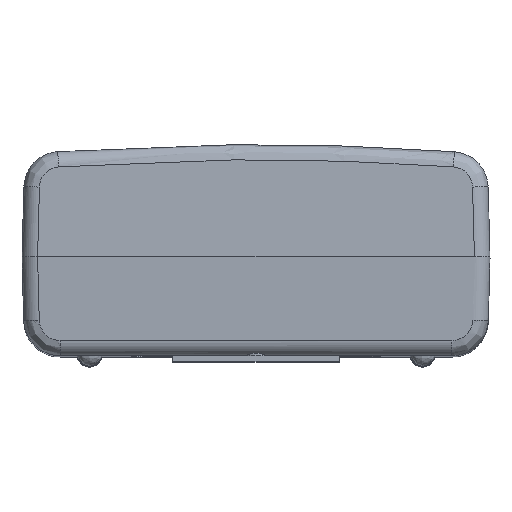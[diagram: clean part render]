
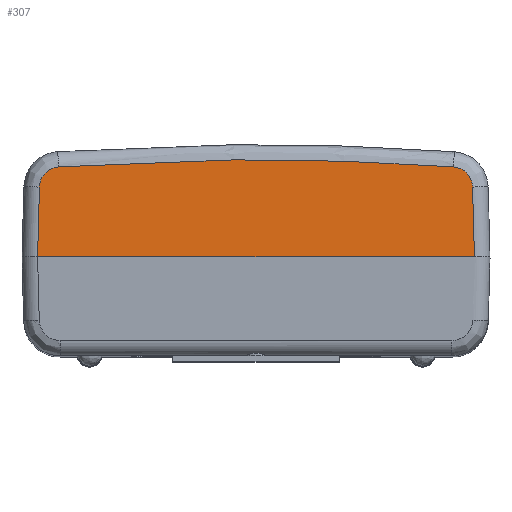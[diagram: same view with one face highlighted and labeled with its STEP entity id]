
A CAD part, top view. The second image highlights one B-rep face of the part: STEP entity #307.
In plain terms, the highlighted planar face has unit normal (0, 0.026, 1).
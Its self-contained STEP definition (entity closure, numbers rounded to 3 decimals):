
#79 = FACE_OUTER_BOUND ( 'NONE', #2359, .T. ) ;
#112 = CARTESIAN_POINT ( 'NONE',  ( -45., 19., 75. ) ) ;
#195 = DIRECTION ( 'NONE',  ( 0., -1., 0.026 ) ) ;
#241 = CARTESIAN_POINT ( 'NONE',  ( -41.649, 32.436, 74.648 ) ) ;
#307 = ADVANCED_FACE ( 'NONE', ( #79 ), #2778, .T. ) ;
#325 = LINE ( 'NONE', #1438, #3664 ) ;
#437 = DIRECTION ( 'NONE',  ( -0.026, -0.999, 0.026 ) ) ;
#441 = EDGE_CURVE ( 'NONE', #4000, #1956, #1729, .T. ) ;
#465 = CARTESIAN_POINT ( 'NONE',  ( -41.178, 34.227, 74.601 ) ) ;
#528 = EDGE_CURVE ( 'NONE', #2923, #2365, #2398, .T. ) ;
#533 = CARTESIAN_POINT ( 'NONE',  ( 39.799, 35.741, 74.562 ) ) ;
#724 = CARTESIAN_POINT ( 'NONE',  ( 37.937, 36.321, 74.546 ) ) ;
#760 = DIRECTION ( 'NONE',  ( 0., 0.026, 1. ) ) ;
#882 = CARTESIAN_POINT ( 'NONE',  ( 40.882, 34.739, 74.588 ) ) ;
#892 = CARTESIAN_POINT ( 'NONE',  ( -38.921, 36.128, 74.551 ) ) ;
#927 = VERTEX_POINT ( 'NONE', #1522 ) ;
#1025 = DIRECTION ( 'NONE',  ( -0.026, 0.999, -0.026 ) ) ;
#1059 = CARTESIAN_POINT ( 'NONE',  ( 12.667, 38.132, 74.499 ) ) ;
#1179 = VERTEX_POINT ( 'NONE', #2028 ) ;
#1205 = CARTESIAN_POINT ( 'NONE',  ( 41.532, 33.415, 74.623 ) ) ;
#1218 = CARTESIAN_POINT ( 'NONE',  ( -39.198, 36.02, 74.554 ) ) ;
#1236 = CARTESIAN_POINT ( 'NONE',  ( -41.275, 34.027, 74.607 ) ) ;
#1264 = ORIENTED_EDGE ( 'NONE', *, *, #2685, .T. ) ;
#1438 = CARTESIAN_POINT ( 'NONE',  ( -41.649, 32.436, 74.648 ) ) ;
#1495 = ORIENTED_EDGE ( 'NONE', *, *, #2835, .T. ) ;
#1522 = CARTESIAN_POINT ( 'NONE',  ( -41.649, 32.436, 74.648 ) ) ;
#1539 = VECTOR ( 'NONE', #2438, 1000. ) ;
#1551 = CARTESIAN_POINT ( 'NONE',  ( 41.649, 32.436, 74.648 ) ) ;
#1570 = CARTESIAN_POINT ( 'NONE',  ( -39.278, 35.986, 74.555 ) ) ;
#1582 = CARTESIAN_POINT ( 'NONE',  ( -41.339, 33.88, 74.61 ) ) ;
#1702 = CARTESIAN_POINT ( 'NONE',  ( 37.937, 36.321, 74.546 ) ) ;
#1719 = CARTESIAN_POINT ( 'NONE',  ( -12.667, 38.132, 74.499 ) ) ;
#1729 =( BOUNDED_CURVE ( )  B_SPLINE_CURVE ( 3, ( #2130, #1719, #1059, #724 ),
 .UNSPECIFIED., .F., .F. ) 
 B_SPLINE_CURVE_WITH_KNOTS ( ( 4, 4 ),
 ( 0., 1. ),
 .UNSPECIFIED. ) 
 CURVE ( )  GEOMETRIC_REPRESENTATION_ITEM ( )  RATIONAL_B_SPLINE_CURVE ( ( 1., 0.998, 0.998, 1. ) ) 
 REPRESENTATION_ITEM ( '' )  );
#1735 = ORIENTED_EDGE ( 'NONE', *, *, #2815, .F. ) ;
#1740 = CARTESIAN_POINT ( 'NONE',  ( -37.937, 36.321, 74.546 ) ) ;
#1796 = CARTESIAN_POINT ( 'NONE',  ( -45., 19., 75. ) ) ;
#1821 = CARTESIAN_POINT ( 'NONE',  ( -42.001, 19., 75. ) ) ;
#1854 = LINE ( 'NONE', #3357, #1957 ) ;
#1881 = CARTESIAN_POINT ( 'NONE',  ( 37.937, 36.321, 74.546 ) ) ;
#1903 = CARTESIAN_POINT ( 'NONE',  ( -40.188, 35.466, 74.569 ) ) ;
#1918 = CARTESIAN_POINT ( 'NONE',  ( -41.358, 33.834, 74.612 ) ) ;
#1955 = EDGE_CURVE ( 'NONE', #2923, #1179, #1854, .T. ) ;
#1956 = VERTEX_POINT ( 'NONE', #1702 ) ;
#1957 = VECTOR ( 'NONE', #1025, 1000. ) ;
#2010 = ORIENTED_EDGE ( 'NONE', *, *, #441, .F. ) ;
#2024 = ORIENTED_EDGE ( 'NONE', *, *, #528, .F. ) ;
#2028 = CARTESIAN_POINT ( 'NONE',  ( 41.649, 32.436, 74.648 ) ) ;
#2066 = ORIENTED_EDGE ( 'NONE', *, *, #1955, .T. ) ;
#2130 = CARTESIAN_POINT ( 'NONE',  ( -37.937, 36.321, 74.546 ) ) ;
#2211 = CARTESIAN_POINT ( 'NONE',  ( -37.937, 36.321, 74.546 ) ) ;
#2228 = CARTESIAN_POINT ( 'NONE',  ( -40.956, 34.61, 74.591 ) ) ;
#2240 = CARTESIAN_POINT ( 'NONE',  ( -41.637, 32.915, 74.636 ) ) ;
#2359 = EDGE_LOOP ( 'NONE', ( #2066, #1735, #2010, #1495, #1264, #2024 ) ) ;
#2365 = VERTEX_POINT ( 'NONE', #1821 ) ;
#2398 = LINE ( 'NONE', #112, #1539 ) ;
#2438 = DIRECTION ( 'NONE',  ( -1., 0., 0. ) ) ;
#2531 = CARTESIAN_POINT ( 'NONE',  ( 38.91, 36.159, 74.551 ) ) ;
#2556 = AXIS2_PLACEMENT_3D ( 'NONE', #1796, #760, #195 ) ;
#2685 = EDGE_CURVE ( 'NONE', #927, #2365, #325, .T. ) ;
#2778 = PLANE ( 'NONE',  #2556 ) ;
#2815 = EDGE_CURVE ( 'NONE', #1956, #1179, #4137, .T. ) ;
#2835 = EDGE_CURVE ( 'NONE', #4000, #927, #3352, .T. ) ;
#2847 = CARTESIAN_POINT ( 'NONE',  ( 38.427, 36.286, 74.547 ) ) ;
#2862 = CARTESIAN_POINT ( 'NONE',  ( 40.204, 35.449, 74.569 ) ) ;
#2871 = CARTESIAN_POINT ( 'NONE',  ( -38.526, 36.248, 74.548 ) ) ;
#2923 = VERTEX_POINT ( 'NONE', #2939 ) ;
#2939 = CARTESIAN_POINT ( 'NONE',  ( 42.001, 19., 75. ) ) ;
#3198 = CARTESIAN_POINT ( 'NONE',  ( 41.155, 34.321, 74.599 ) ) ;
#3214 = CARTESIAN_POINT ( 'NONE',  ( -39.115, 36.055, 74.553 ) ) ;
#3352 = B_SPLINE_CURVE_WITH_KNOTS ( 'NONE', 3,
 ( #2211, #4216, #2871, #892, #3214, #1218, #3555, #1570, #3885, #1903, #4228, #2228, #465, #1236, #3568, #1582, #3902, #1918, #4240, #2240, #241 ),
 .UNSPECIFIED., .F., .F.,
 ( 4, 1, 1, 1, 2, 2, 2, 1, 1, 1, 1, 2, 2, 4 ),
 ( 0., 0.125, 0.187, 0.219, 0.234, 0.25, 0.5, 0.625, 0.688, 0.719, 0.734, 0.742, 0.75, 1. ),
 .UNSPECIFIED. ) ;
#3357 = CARTESIAN_POINT ( 'NONE',  ( 42.001, 19., 75. ) ) ;
#3545 = CARTESIAN_POINT ( 'NONE',  ( 41.636, 32.926, 74.635 ) ) ;
#3555 = CARTESIAN_POINT ( 'NONE',  ( -39.253, 35.997, 74.555 ) ) ;
#3568 = CARTESIAN_POINT ( 'NONE',  ( -41.32, 33.924, 74.609 ) ) ;
#3664 = VECTOR ( 'NONE', #437, 1000. ) ;
#3885 = CARTESIAN_POINT ( 'NONE',  ( -39.775, 35.759, 74.561 ) ) ;
#3902 = CARTESIAN_POINT ( 'NONE',  ( -41.351, 33.85, 74.611 ) ) ;
#4000 = VERTEX_POINT ( 'NONE', #1740 ) ;
#4137 = B_SPLINE_CURVE_WITH_KNOTS ( 'NONE', 3,
 ( #1881, #2847, #2531, #533, #2862, #882, #3198, #1205, #3545, #1551 ),
 .UNSPECIFIED., .F., .F.,
 ( 4, 2, 2, 2, 4 ),
 ( 0., 0.25, 0.5, 0.75, 1. ),
 .UNSPECIFIED. ) ;
#4216 = CARTESIAN_POINT ( 'NONE',  ( -38.176, 36.304, 74.547 ) ) ;
#4228 = CARTESIAN_POINT ( 'NONE',  ( -40.72, 34.909, 74.583 ) ) ;
#4240 = CARTESIAN_POINT ( 'NONE',  ( -41.541, 33.376, 74.624 ) ) ;
